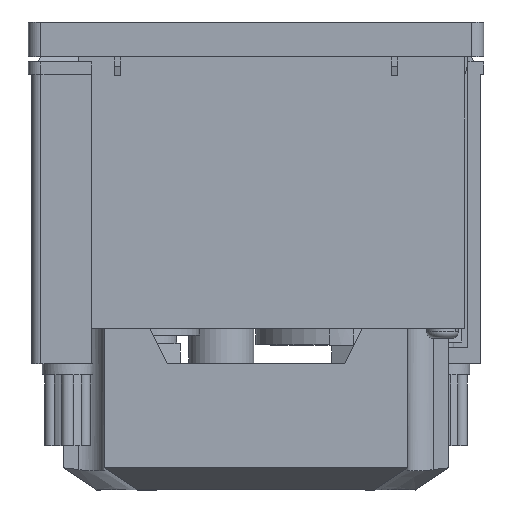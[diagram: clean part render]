
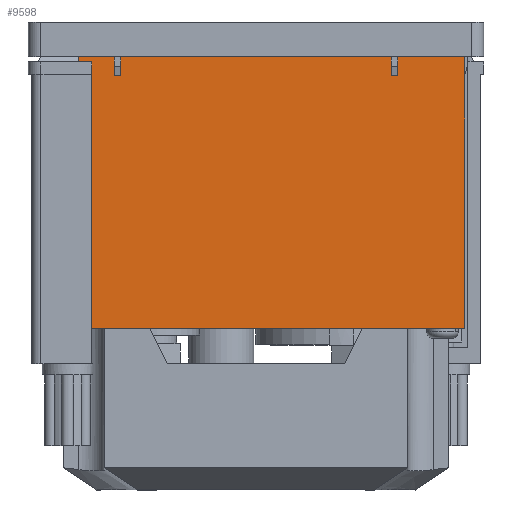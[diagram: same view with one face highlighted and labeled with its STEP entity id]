
A CAD part, front view. The second image highlights one B-rep face of the part: STEP entity #9598.
In plain terms, the highlighted planar face has unit normal (0, -1, 0).
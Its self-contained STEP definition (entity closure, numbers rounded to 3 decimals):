
#20 = CARTESIAN_POINT ( 'NONE',  ( 22.4, -33., -8.5 ) ) ;
#215 = FACE_OUTER_BOUND ( 'NONE', #12047, .T. ) ;
#465 = CARTESIAN_POINT ( 'NONE',  ( -21.4, -33., -5.5 ) ) ;
#725 = VECTOR ( 'NONE', #14688, 1000. ) ;
#1171 = VECTOR ( 'NONE', #15232, 1000. ) ;
#1614 = LINE ( 'NONE', #14838, #7560 ) ;
#1621 = CARTESIAN_POINT ( 'NONE',  ( -33., -33., -48.5 ) ) ;
#2044 = LINE ( 'NONE', #4083, #5241 ) ;
#2468 = VECTOR ( 'NONE', #8222, 1000. ) ;
#3119 = CARTESIAN_POINT ( 'NONE',  ( -22.4, -33., -8.5 ) ) ;
#3535 = LINE ( 'NONE', #12108, #14205 ) ;
#3949 = CARTESIAN_POINT ( 'NONE',  ( -33., -33., -5.5 ) ) ;
#3971 = VECTOR ( 'NONE', #14169, 1000. ) ;
#4083 = CARTESIAN_POINT ( 'NONE',  ( 22.4, -33., -8.5 ) ) ;
#4247 = AXIS2_PLACEMENT_3D ( 'NONE', #14515, #14482, #14422 ) ;
#4397 = VECTOR ( 'NONE', #14917, 1000. ) ;
#4800 = LINE ( 'NONE', #15858, #11569 ) ;
#5241 = VECTOR ( 'NONE', #5732, 1000. ) ;
#5405 = VERTEX_POINT ( 'NONE', #11788 ) ;
#5627 = VERTEX_POINT ( 'NONE', #8921 ) ;
#5732 = DIRECTION ( 'NONE',  ( 0., 0., 1. ) ) ;
#5803 = CARTESIAN_POINT ( 'NONE',  ( 21.4, -33., -8.5 ) ) ;
#6954 = VERTEX_POINT ( 'NONE', #3949 ) ;
#7166 = EDGE_CURVE ( 'NONE', #5405, #16008, #17009, .T. ) ;
#7214 = EDGE_CURVE ( 'NONE', #5627, #15793, #2044, .T. ) ;
#7242 = EDGE_CURVE ( 'NONE', #7514, #5627, #15449, .T. ) ;
#7265 = EDGE_CURVE ( 'NONE', #7514, #12938, #8827, .T. ) ;
#7269 = EDGE_CURVE ( 'NONE', #12938, #14821, #4800, .T. ) ;
#7293 = EDGE_CURVE ( 'NONE', #12578, #14821, #15061, .T. ) ;
#7296 = EDGE_CURVE ( 'NONE', #13361, #12578, #7995, .T. ) ;
#7317 = EDGE_CURVE ( 'NONE', #13361, #11589, #1614, .T. ) ;
#7374 = EDGE_CURVE ( 'NONE', #11589, #6954, #11150, .T. ) ;
#7397 = EDGE_CURVE ( 'NONE', #6954, #7582, #3535, .T. ) ;
#7401 = EDGE_CURVE ( 'NONE', #16008, #7582, #13810, .T. ) ;
#7415 = EDGE_CURVE ( 'NONE', #5405, #15793, #14642, .T. ) ;
#7514 = VERTEX_POINT ( 'NONE', #5803 ) ;
#7532 = CARTESIAN_POINT ( 'NONE',  ( -21.4, -33., -8.5 ) ) ;
#7560 = VECTOR ( 'NONE', #14076, 1000. ) ;
#7582 = VERTEX_POINT ( 'NONE', #1621 ) ;
#7995 = LINE ( 'NONE', #14483, #4397 ) ;
#8222 = DIRECTION ( 'NONE',  ( 0., 0., -1. ) ) ;
#8827 = LINE ( 'NONE', #17104, #1171 ) ;
#8921 = CARTESIAN_POINT ( 'NONE',  ( 22.4, -33., -8.5 ) ) ;
#9517 = CARTESIAN_POINT ( 'NONE',  ( 33., -33., 60.568 ) ) ;
#9598 = ADVANCED_FACE ( 'NONE', ( #215 ), #14703, .F. ) ;
#10301 = VECTOR ( 'NONE', #11799, 1000. ) ;
#10800 = CARTESIAN_POINT ( 'NONE',  ( -22.4, -33., -5.5 ) ) ;
#11150 = LINE ( 'NONE', #13434, #3971 ) ;
#11274 = CARTESIAN_POINT ( 'NONE',  ( 36., -33., -5.5 ) ) ;
#11569 = VECTOR ( 'NONE', #15895, 1000. ) ;
#11578 = CARTESIAN_POINT ( 'NONE',  ( 36., -33., -48.5 ) ) ;
#11589 = VERTEX_POINT ( 'NONE', #10800 ) ;
#11788 = CARTESIAN_POINT ( 'NONE',  ( 33., -33., -5.5 ) ) ;
#11799 = DIRECTION ( 'NONE',  ( -1., 0., 0. ) ) ;
#12002 = VECTOR ( 'NONE', #16848, 1000. ) ;
#12047 = EDGE_LOOP ( 'NONE', ( #13837, #14048, #14067, #14235, #14251, #14261, #14451, #14683, #14699, #14889, #15270, #15287 ) ) ;
#12108 = CARTESIAN_POINT ( 'NONE',  ( -33., -33., 60.568 ) ) ;
#12191 = DIRECTION ( 'NONE',  ( 0., 0., -1. ) ) ;
#12578 = VERTEX_POINT ( 'NONE', #7532 ) ;
#12938 = VERTEX_POINT ( 'NONE', #14185 ) ;
#13209 = DIRECTION ( 'NONE',  ( -1., 0., 0. ) ) ;
#13361 = VERTEX_POINT ( 'NONE', #3119 ) ;
#13383 = VECTOR ( 'NONE', #13209, 1000. ) ;
#13434 = CARTESIAN_POINT ( 'NONE',  ( 36., -33., -5.5 ) ) ;
#13810 = LINE ( 'NONE', #11578, #10301 ) ;
#13837 = ORIENTED_EDGE ( 'NONE', *, *, #7214, .F. ) ;
#14048 = ORIENTED_EDGE ( 'NONE', *, *, #7242, .F. ) ;
#14067 = ORIENTED_EDGE ( 'NONE', *, *, #7265, .T. ) ;
#14076 = DIRECTION ( 'NONE',  ( 0., 0., 1. ) ) ;
#14169 = DIRECTION ( 'NONE',  ( -1., 0., 0. ) ) ;
#14185 = CARTESIAN_POINT ( 'NONE',  ( 21.4, -33., -5.5 ) ) ;
#14205 = VECTOR ( 'NONE', #12191, 1000. ) ;
#14235 = ORIENTED_EDGE ( 'NONE', *, *, #7269, .T. ) ;
#14251 = ORIENTED_EDGE ( 'NONE', *, *, #7293, .F. ) ;
#14261 = ORIENTED_EDGE ( 'NONE', *, *, #7296, .F. ) ;
#14422 = DIRECTION ( 'NONE',  ( 0., 0., 1. ) ) ;
#14451 = ORIENTED_EDGE ( 'NONE', *, *, #7317, .T. ) ;
#14482 = DIRECTION ( 'NONE',  ( 0., 1., 0. ) ) ;
#14483 = CARTESIAN_POINT ( 'NONE',  ( -22.4, -33., -8.5 ) ) ;
#14515 = CARTESIAN_POINT ( 'NONE',  ( 36., -33., -5.5 ) ) ;
#14642 = LINE ( 'NONE', #11274, #13383 ) ;
#14683 = ORIENTED_EDGE ( 'NONE', *, *, #7374, .T. ) ;
#14688 = DIRECTION ( 'NONE',  ( 0., 0., 1. ) ) ;
#14699 = ORIENTED_EDGE ( 'NONE', *, *, #7397, .T. ) ;
#14703 = PLANE ( 'NONE',  #4247 ) ;
#14821 = VERTEX_POINT ( 'NONE', #465 ) ;
#14838 = CARTESIAN_POINT ( 'NONE',  ( -22.4, -33., -8.5 ) ) ;
#14889 = ORIENTED_EDGE ( 'NONE', *, *, #7401, .F. ) ;
#14917 = DIRECTION ( 'NONE',  ( 1., 0., 0. ) ) ;
#15030 = CARTESIAN_POINT ( 'NONE',  ( -21.4, -33., -8.5 ) ) ;
#15061 = LINE ( 'NONE', #15030, #725 ) ;
#15232 = DIRECTION ( 'NONE',  ( 0., 0., 1. ) ) ;
#15270 = ORIENTED_EDGE ( 'NONE', *, *, #7166, .F. ) ;
#15287 = ORIENTED_EDGE ( 'NONE', *, *, #7415, .T. ) ;
#15449 = LINE ( 'NONE', #20, #12002 ) ;
#15793 = VERTEX_POINT ( 'NONE', #16932 ) ;
#15858 = CARTESIAN_POINT ( 'NONE',  ( 36., -33., -5.5 ) ) ;
#15895 = DIRECTION ( 'NONE',  ( -1., 0., 0. ) ) ;
#16008 = VERTEX_POINT ( 'NONE', #16289 ) ;
#16289 = CARTESIAN_POINT ( 'NONE',  ( 33., -33., -48.5 ) ) ;
#16848 = DIRECTION ( 'NONE',  ( 1., 0., 0. ) ) ;
#16932 = CARTESIAN_POINT ( 'NONE',  ( 22.4, -33., -5.5 ) ) ;
#17009 = LINE ( 'NONE', #9517, #2468 ) ;
#17104 = CARTESIAN_POINT ( 'NONE',  ( 21.4, -33., -8.5 ) ) ;
